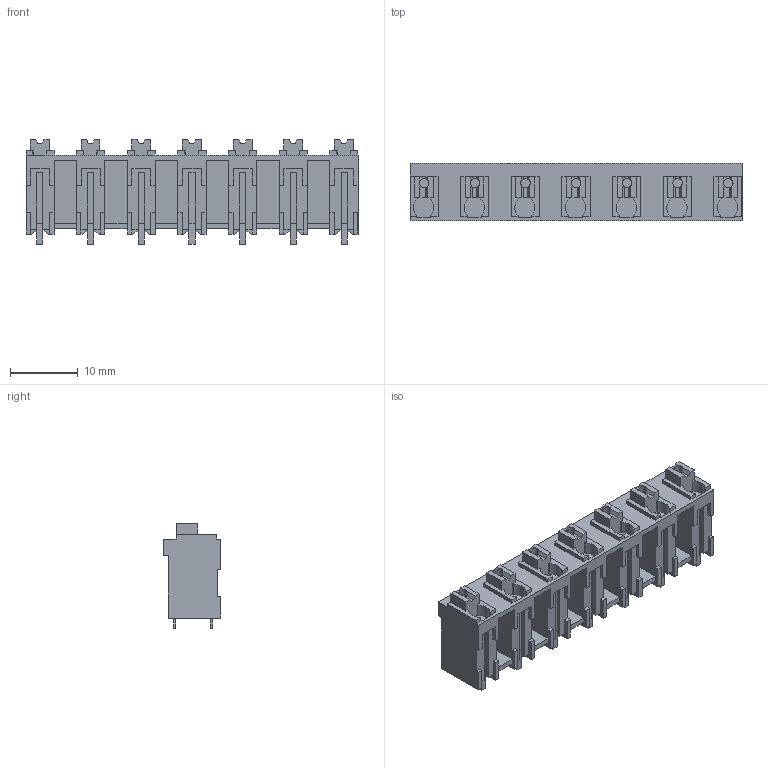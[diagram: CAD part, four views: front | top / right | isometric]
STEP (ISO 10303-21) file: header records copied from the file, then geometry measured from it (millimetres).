
FILE_DESCRIPTION(('CATIA V5 STEP Exchange','CAx-IF Rec.Pracs.--- Model Styling and Organization---1.2---2011-12-15'),'2;1');
FILE_NAME ('D1457887_0_1870330000_1870330000.stp','2018-03-20T09:35:07+00:00',('none'),('Weidmueller'),'CATIA Version 5-6 Release 2014','CATIA V5 STEP AP214','none');
FILE_SCHEMA(('AUTOMOTIVE_DESIGN { 1 0 10303 214 1 1 1 1 }'));
Length unit declared in the file: millimetre
Products named in the file (1): 1870330000
Bounding box: 49.13 x 8.5 x 15.45 mm (x, y, z)
Volume: 2833.4 mm3; surface area: 4395.8 mm2
Topology: 22 solids, 22 shells, 628 faces, 1787 edges, 1208 vertices
Faces by surface type: plane 600, cylinder 28
Entity records: 19536 total; most frequent: CARTESIAN_POINT 3629, ORIENTED_EDGE 3574, DIRECTION 2570, EDGE_CURVE 1787, VECTOR 1675, LINE 1675, VERTEX_POINT 1208, EDGE_LOOP 633
